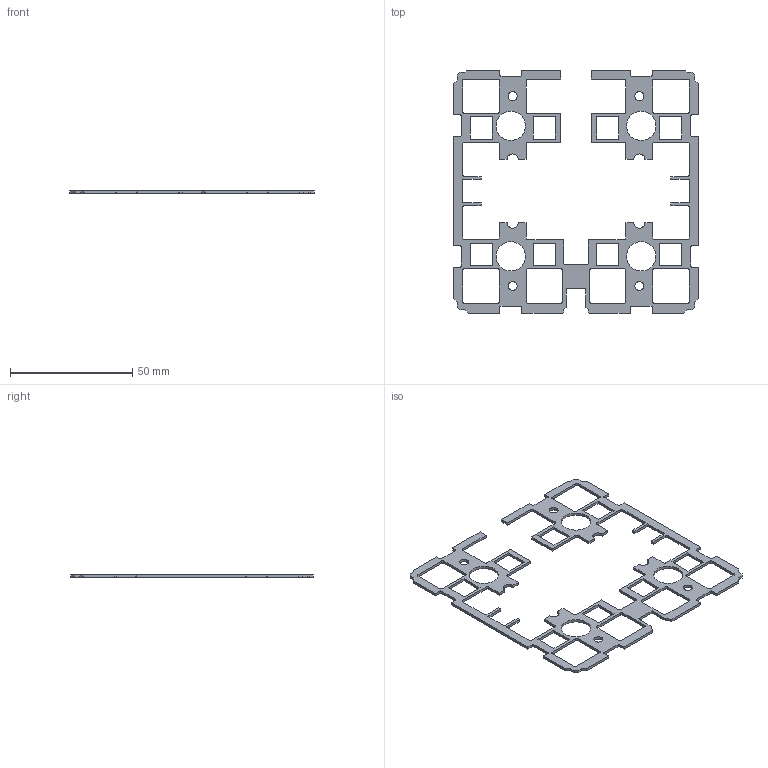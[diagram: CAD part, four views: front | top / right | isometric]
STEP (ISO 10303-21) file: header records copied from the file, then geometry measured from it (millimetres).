
FILE_DESCRIPTION(('KiCad electronic assembly'),'2;1');
FILE_NAME('PCBA-BU16-SPACER-3D.step','2025-06-04T08:11:26',('Pcbnew'),( 'Kicad'),'Open CASCADE STEP processor 7.6','KiCad to STEP converter' ,'Unknown');
FILE_SCHEMA(('AUTOMOTIVE_DESIGN { 1 0 10303 214 1 1 1 1 }'));
Length unit declared in the file: millimetre
Products named in the file (2): PCBA-BU16-SPACER-3D 1; PCBA-BU16-SPACER_PCB
Assembly tree (1 placements, depth 2):
  PCBA-BU16-SPACER-3D 1
    PCBA-BU16-SPACER_PCB
Bounding box: 100 x 99.25 x 1.11 mm (x, y, z)
Volume: 3247.3 mm3; surface area: 7820.8 mm2
Topology: 1 solids, 1 shells, 254 faces, 756 edges, 504 vertices
Faces by surface type: plane 180, cylinder 74
Full cylindrical faces by diameter (mm): 3.7 x4, 12 x4
Entity records: 8613 total; most frequent: CARTESIAN_POINT 1516, ORIENTED_EDGE 1512, DIRECTION 1416, EDGE_CURVE 756, LINE 608, VECTOR 608, VERTEX_POINT 504, AXIS2_PLACEMENT_3D 404
